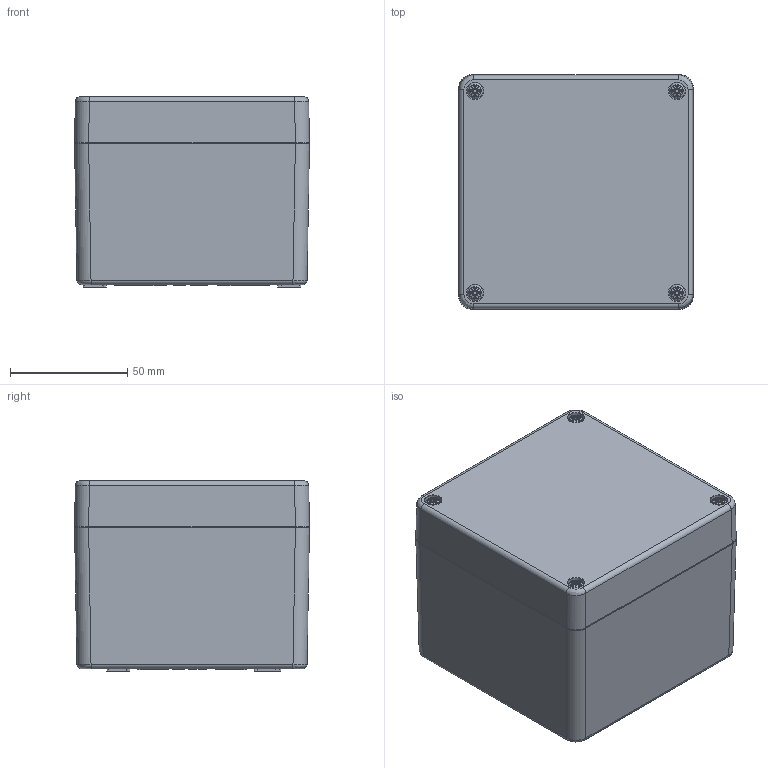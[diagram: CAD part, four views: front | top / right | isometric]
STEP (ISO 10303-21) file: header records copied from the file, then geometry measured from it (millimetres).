
FILE_DESCRIPTION((''),'2;1');
FILE_NAME('0101105500-MBA_101080_VE.stp','2014-10-20T11:38:38',('robin.rentz'),(''),'Autodesk Inventor 2012','Autodesk Inventor 2012','');
FILE_SCHEMA(('CONFIG_CONTROL_DESIGN'));
Length unit declared in the file: millimetre
Products named in the file (4): 0101105500-MBA_101080_VE; 0100105502-UT-für-101080_VE; 0100105501-OT-für-101080_VE; 1990000276 Schraube BM4x24_11
Assembly tree (6 placements, depth 2):
  0101105500-MBA_101080_VE
    0100105502-UT-für-101080_VE
    0100105501-OT-für-101080_VE
    1990000276 Schraube BM4x24_11  x4
Bounding box: 100 x 100 x 81 mm (x, y, z)
Volume: 219598.6 mm3; surface area: 109034.4 mm2
Topology: 6 solids, 6 shells, 1216 faces, 3009 edges, 1882 vertices
Faces by surface type: bspline 407, plane 372, cylinder 210, torus 112, cone 98, sphere 17
Full cylindrical faces by diameter (mm): 3 x4, 3.242 x11, 3.3 x4, 4 x4, 4.5 x1, 4.6 x4, 5 x4, 6 x4, 6.8 x4, 7 x4, 7.2 x4, 7.4 x4, 7.5 x4
Entity records: 46752 total; most frequent: CARTESIAN_POINT 25226, ORIENTED_EDGE 4760, DIRECTION 3559, EDGE_CURVE 2380, VERTEX_POINT 1549, AXIS2_PLACEMENT_3D 1246, EDGE_LOOP 1223, VECTOR 1067
